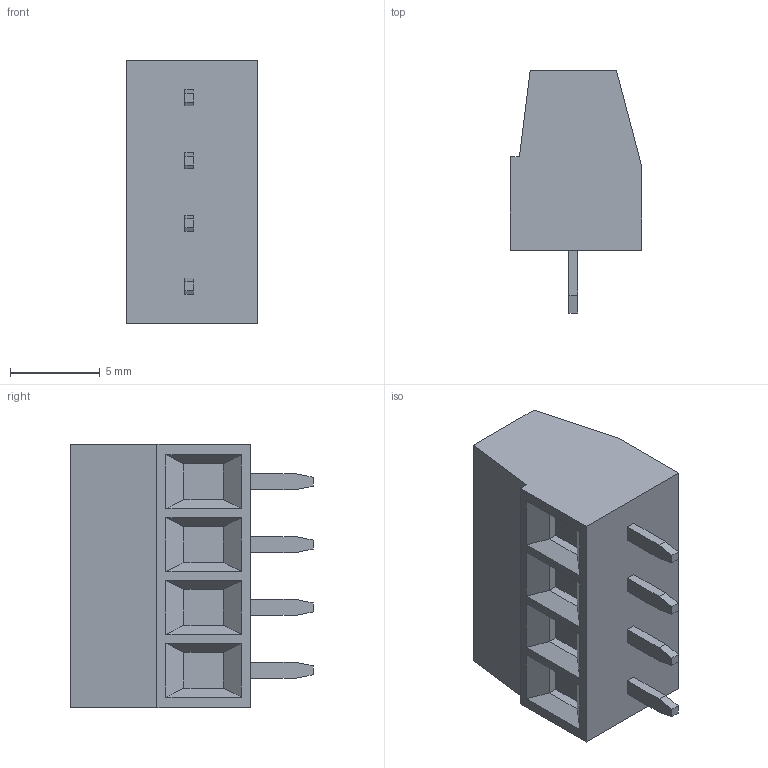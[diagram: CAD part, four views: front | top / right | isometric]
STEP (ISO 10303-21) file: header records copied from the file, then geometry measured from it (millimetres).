
FILE_DESCRIPTION((''),'2;1');
FILE_NAME('PRT0050','2024-10-31T',('yanfa'),(''),'PRO/ENGINEER BY PARAMETRIC TECHNOLOGY CORPORATION, 2009280','PRO/ENGINEER BY PARAMETRIC TECHNOLOGY CORPORATION, 2009280','');
FILE_SCHEMA(('AUTOMOTIVE_DESIGN_CC2 { 1 2 10303 214 -1 1 5 2 }'));
Length unit declared in the file: millimetre
Products named in the file (1): PRT0050
Bounding box: 7.3 x 13.5 x 14.7 mm (x, y, z)
Volume: 910.1 mm3; surface area: 796.9 mm2
Topology: 1 solids, 1 shells, 153 faces, 357 edges, 222 vertices
Faces by surface type: plane 97, cylinder 32, cone 16, torus 8
Entity records: 4371 total; most frequent: CARTESIAN_POINT 820, DIRECTION 735, ORIENTED_EDGE 714, EDGE_CURVE 357, VECTOR 253, LINE 253, AXIS2_PLACEMENT_3D 241, VERTEX_POINT 222
